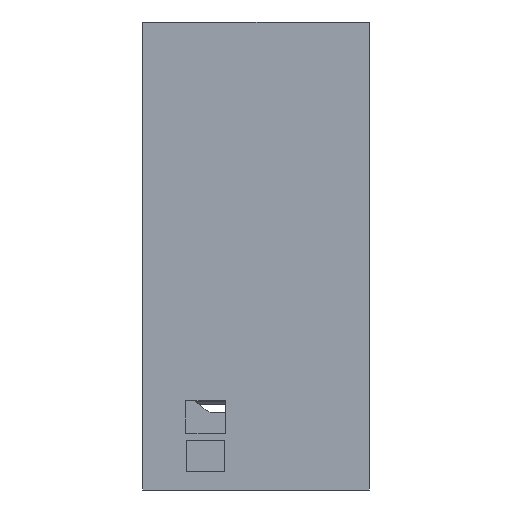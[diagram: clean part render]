
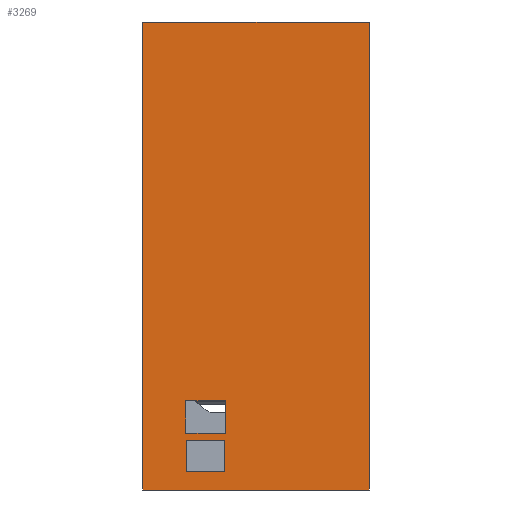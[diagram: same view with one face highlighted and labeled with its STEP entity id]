
A CAD part, left-side view. The second image highlights one B-rep face of the part: STEP entity #3269.
In plain terms, the highlighted free-form (B-spline) face has degree [1, 1] with [2, 2] control points.
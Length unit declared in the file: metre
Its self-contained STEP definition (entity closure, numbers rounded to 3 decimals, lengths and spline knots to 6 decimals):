
#53=LINE('',#4415,#405);
#195=LINE('',#4791,#547);
#196=LINE('',#4793,#548);
#197=LINE('',#4795,#549);
#198=LINE('',#4796,#550);
#199=LINE('',#4799,#551);
#200=LINE('',#4801,#552);
#201=LINE('',#4803,#553);
#202=LINE('',#4804,#554);
#203=LINE('',#4807,#555);
#204=LINE('',#4809,#556);
#205=LINE('',#4811,#557);
#405=VECTOR('',#3616,1.);
#547=VECTOR('',#3832,1.);
#548=VECTOR('',#3833,1.);
#549=VECTOR('',#3834,1.);
#550=VECTOR('',#3835,1.);
#551=VECTOR('',#3836,1.);
#552=VECTOR('',#3837,1.);
#553=VECTOR('',#3838,1.);
#554=VECTOR('',#3839,1.);
#555=VECTOR('',#3840,1.);
#556=VECTOR('',#3841,1.);
#557=VECTOR('',#3842,1.);
#745=B_SPLINE_SURFACE_WITH_KNOTS('',1,1,((#4787,#4788),(#4789,#4790)),
 .PLANE_SURF.,.F.,.F.,.F.,(2,2),(2,2),(0.,1.),(0.,1.),.UNSPECIFIED.);
#1175=ORIENTED_EDGE('',*,*,#2122,.F.);
#1176=ORIENTED_EDGE('',*,*,#2123,.F.);
#1177=ORIENTED_EDGE('',*,*,#2124,.T.);
#1178=ORIENTED_EDGE('',*,*,#1943,.T.);
#1179=ORIENTED_EDGE('',*,*,#2125,.F.);
#1180=ORIENTED_EDGE('',*,*,#2126,.T.);
#1181=ORIENTED_EDGE('',*,*,#2127,.T.);
#1182=ORIENTED_EDGE('',*,*,#2128,.F.);
#1183=ORIENTED_EDGE('',*,*,#2129,.F.);
#1184=ORIENTED_EDGE('',*,*,#2130,.T.);
#1185=ORIENTED_EDGE('',*,*,#2131,.T.);
#1186=ORIENTED_EDGE('',*,*,#2132,.F.);
#1943=EDGE_CURVE('',#2426,#2425,#53,.T.);
#2122=EDGE_CURVE('',#2583,#2425,#195,.T.);
#2123=EDGE_CURVE('',#2584,#2583,#196,.T.);
#2124=EDGE_CURVE('',#2584,#2426,#197,.T.);
#2125=EDGE_CURVE('',#2585,#2586,#198,.T.);
#2126=EDGE_CURVE('',#2585,#2587,#199,.T.);
#2127=EDGE_CURVE('',#2587,#2588,#200,.T.);
#2128=EDGE_CURVE('',#2586,#2588,#201,.T.);
#2129=EDGE_CURVE('',#2589,#2590,#202,.T.);
#2130=EDGE_CURVE('',#2589,#2591,#203,.T.);
#2131=EDGE_CURVE('',#2591,#2592,#204,.T.);
#2132=EDGE_CURVE('',#2590,#2592,#205,.T.);
#2425=VERTEX_POINT('',#4414);
#2426=VERTEX_POINT('',#4416);
#2583=VERTEX_POINT('',#4792);
#2584=VERTEX_POINT('',#4794);
#2585=VERTEX_POINT('',#4797);
#2586=VERTEX_POINT('',#4798);
#2587=VERTEX_POINT('',#4800);
#2588=VERTEX_POINT('',#4802);
#2589=VERTEX_POINT('',#4805);
#2590=VERTEX_POINT('',#4806);
#2591=VERTEX_POINT('',#4808);
#2592=VERTEX_POINT('',#4810);
#2819=EDGE_LOOP('',(#1175,#1176,#1177,#1178));
#2820=EDGE_LOOP('',(#1179,#1180,#1181,#1182));
#2821=EDGE_LOOP('',(#1183,#1184,#1185,#1186));
#3043=FACE_BOUND('',#2819,.T.);
#3044=FACE_BOUND('',#2820,.T.);
#3045=FACE_BOUND('',#2821,.T.);
#3269=ADVANCED_FACE('',(#3043,#3044,#3045),#745,.T.);
#3616=DIRECTION('',(0.,1.,0.));
#3832=DIRECTION('',(0.,0.,1.));
#3833=DIRECTION('',(0.,1.,0.));
#3834=DIRECTION('',(0.,0.,1.));
#3835=DIRECTION('',(0.,0.,1.));
#3836=DIRECTION('',(0.,1.,0.));
#3837=DIRECTION('',(0.,0.,1.));
#3838=DIRECTION('',(0.,1.,0.));
#3839=DIRECTION('',(0.,-1.,0.));
#3840=DIRECTION('',(0.,0.,1.));
#3841=DIRECTION('',(0.,-1.,0.));
#3842=DIRECTION('',(0.,0.,1.));
#4414=CARTESIAN_POINT('',(-0.198787,0.06,0.165));
#4415=CARTESIAN_POINT('',(-0.198787,-0.1,0.165));
#4416=CARTESIAN_POINT('',(-0.198787,-0.1,0.165));
#4787=CARTESIAN_POINT('',(-0.198787,-0.108,-0.1815));
#4788=CARTESIAN_POINT('',(-0.198787,0.068,-0.1815));
#4789=CARTESIAN_POINT('',(-0.198787,-0.108,0.1815));
#4790=CARTESIAN_POINT('',(-0.198787,0.068,0.1815));
#4791=CARTESIAN_POINT('',(-0.198787,0.06,0.));
#4792=CARTESIAN_POINT('',(-0.198787,0.06,-0.165));
#4793=CARTESIAN_POINT('',(-0.198787,-0.1,-0.165));
#4794=CARTESIAN_POINT('',(-0.198787,-0.1,-0.165));
#4795=CARTESIAN_POINT('',(-0.198787,-0.1,0.));
#4796=CARTESIAN_POINT('',(-0.198787,0.0015,-0.1135));
#4797=CARTESIAN_POINT('',(-0.198787,0.0015,-0.125));
#4798=CARTESIAN_POINT('',(-0.198787,0.0015,-0.102));
#4799=CARTESIAN_POINT('',(-0.198787,0.0155,-0.125));
#4800=CARTESIAN_POINT('',(-0.198787,0.0295,-0.125));
#4801=CARTESIAN_POINT('',(-0.198787,0.0295,-0.1135));
#4802=CARTESIAN_POINT('',(-0.198787,0.0295,-0.102));
#4803=CARTESIAN_POINT('',(-0.198787,0.0155,-0.102));
#4804=CARTESIAN_POINT('',(-0.198787,0.0155,-0.152));
#4805=CARTESIAN_POINT('',(-0.198787,0.029,-0.152));
#4806=CARTESIAN_POINT('',(-0.198787,0.002,-0.152));
#4807=CARTESIAN_POINT('',(-0.198787,0.029,-0.141));
#4808=CARTESIAN_POINT('',(-0.198787,0.029,-0.13));
#4809=CARTESIAN_POINT('',(-0.198787,0.0155,-0.13));
#4810=CARTESIAN_POINT('',(-0.198787,0.002,-0.13));
#4811=CARTESIAN_POINT('',(-0.198787,0.002,-0.141));
